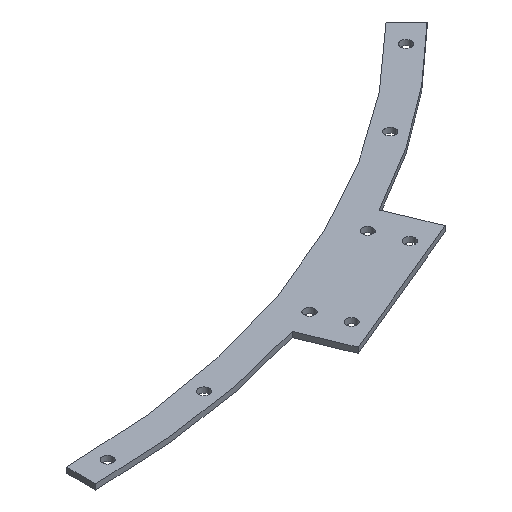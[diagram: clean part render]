
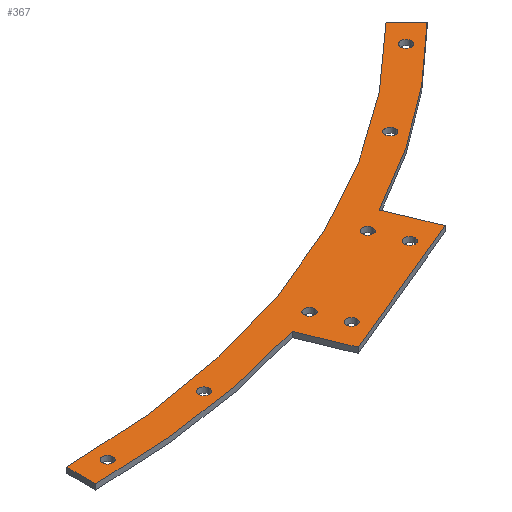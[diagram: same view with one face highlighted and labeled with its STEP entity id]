
A CAD part, isometric view. The second image highlights one B-rep face of the part: STEP entity #367.
In plain terms, the highlighted planar face has unit normal (0, 0, 1).
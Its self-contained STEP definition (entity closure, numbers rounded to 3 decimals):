
#15=FACE_BOUND('',#73,.T.);
#16=FACE_BOUND('',#74,.T.);
#17=FACE_BOUND('',#75,.T.);
#18=FACE_BOUND('',#76,.T.);
#19=FACE_BOUND('',#77,.T.);
#20=FACE_BOUND('',#78,.T.);
#21=FACE_BOUND('',#79,.T.);
#22=FACE_BOUND('',#80,.T.);
#36=PLANE('',#421);
#54=FACE_OUTER_BOUND('',#72,.T.);
#72=EDGE_LOOP('',(#308,#309,#310,#311,#312,#313,#314,#315));
#73=EDGE_LOOP('',(#316));
#74=EDGE_LOOP('',(#317));
#75=EDGE_LOOP('',(#318));
#76=EDGE_LOOP('',(#319));
#77=EDGE_LOOP('',(#320));
#78=EDGE_LOOP('',(#321));
#79=EDGE_LOOP('',(#322));
#80=EDGE_LOOP('',(#323));
#101=LINE('',#593,#127);
#105=LINE('',#605,#131);
#108=LINE('',#611,#134);
#111=LINE('',#617,#137);
#115=LINE('',#627,#141);
#127=VECTOR('',#492,10.);
#131=VECTOR('',#504,10.);
#134=VECTOR('',#509,10.);
#137=VECTOR('',#514,10.);
#141=VECTOR('',#526,10.);
#142=CIRCLE('',#384,2.);
#144=CIRCLE('',#387,2.);
#146=CIRCLE('',#390,2.);
#148=CIRCLE('',#393,2.);
#150=CIRCLE('',#396,2.);
#152=CIRCLE('',#399,2.);
#154=CIRCLE('',#402,2.);
#156=CIRCLE('',#405,2.);
#159=CIRCLE('',#409,286.894);
#161=CIRCLE('',#413,297.694);
#163=CIRCLE('',#419,297.694);
#164=VERTEX_POINT('',#533);
#166=VERTEX_POINT('',#539);
#168=VERTEX_POINT('',#545);
#170=VERTEX_POINT('',#551);
#172=VERTEX_POINT('',#557);
#174=VERTEX_POINT('',#563);
#176=VERTEX_POINT('',#569);
#178=VERTEX_POINT('',#575);
#182=VERTEX_POINT('',#584);
#183=VERTEX_POINT('',#586);
#185=VERTEX_POINT('',#592);
#187=VERTEX_POINT('',#598);
#189=VERTEX_POINT('',#604);
#191=VERTEX_POINT('',#610);
#193=VERTEX_POINT('',#616);
#195=VERTEX_POINT('',#622);
#196=EDGE_CURVE('',#164,#164,#142,.T.);
#199=EDGE_CURVE('',#166,#166,#144,.T.);
#202=EDGE_CURVE('',#168,#168,#146,.T.);
#205=EDGE_CURVE('',#170,#170,#148,.T.);
#208=EDGE_CURVE('',#172,#172,#150,.T.);
#211=EDGE_CURVE('',#174,#174,#152,.T.);
#214=EDGE_CURVE('',#176,#176,#154,.T.);
#217=EDGE_CURVE('',#178,#178,#156,.T.);
#222=EDGE_CURVE('',#183,#182,#159,.T.);
#225=EDGE_CURVE('',#185,#183,#101,.T.);
#228=EDGE_CURVE('',#187,#185,#161,.T.);
#231=EDGE_CURVE('',#189,#187,#105,.T.);
#234=EDGE_CURVE('',#191,#189,#108,.T.);
#237=EDGE_CURVE('',#193,#191,#111,.T.);
#240=EDGE_CURVE('',#195,#193,#163,.T.);
#243=EDGE_CURVE('',#182,#195,#115,.T.);
#308=ORIENTED_EDGE('',*,*,#243,.T.);
#309=ORIENTED_EDGE('',*,*,#240,.T.);
#310=ORIENTED_EDGE('',*,*,#237,.T.);
#311=ORIENTED_EDGE('',*,*,#234,.T.);
#312=ORIENTED_EDGE('',*,*,#231,.T.);
#313=ORIENTED_EDGE('',*,*,#228,.T.);
#314=ORIENTED_EDGE('',*,*,#225,.T.);
#315=ORIENTED_EDGE('',*,*,#222,.T.);
#316=ORIENTED_EDGE('',*,*,#217,.T.);
#317=ORIENTED_EDGE('',*,*,#214,.T.);
#318=ORIENTED_EDGE('',*,*,#211,.T.);
#319=ORIENTED_EDGE('',*,*,#208,.T.);
#320=ORIENTED_EDGE('',*,*,#205,.T.);
#321=ORIENTED_EDGE('',*,*,#202,.T.);
#322=ORIENTED_EDGE('',*,*,#199,.T.);
#323=ORIENTED_EDGE('',*,*,#196,.T.);
#367=ADVANCED_FACE('',(#54,#15,#16,#17,#18,#19,#20,#21,#22),#36,.T.);
#384=AXIS2_PLACEMENT_3D('',#534,#427,#428);
#387=AXIS2_PLACEMENT_3D('',#540,#434,#435);
#390=AXIS2_PLACEMENT_3D('',#546,#441,#442);
#393=AXIS2_PLACEMENT_3D('',#552,#448,#449);
#396=AXIS2_PLACEMENT_3D('',#558,#455,#456);
#399=AXIS2_PLACEMENT_3D('',#564,#462,#463);
#402=AXIS2_PLACEMENT_3D('',#570,#469,#470);
#405=AXIS2_PLACEMENT_3D('',#576,#476,#477);
#409=AXIS2_PLACEMENT_3D('',#587,#486,#487);
#413=AXIS2_PLACEMENT_3D('',#599,#498,#499);
#419=AXIS2_PLACEMENT_3D('',#623,#520,#521);
#421=AXIS2_PLACEMENT_3D('',#628,#527,#528);
#427=DIRECTION('center_axis',(0.,0.,-1.));
#428=DIRECTION('ref_axis',(1.,0.,0.));
#434=DIRECTION('center_axis',(0.,0.,-1.));
#435=DIRECTION('ref_axis',(1.,0.,0.));
#441=DIRECTION('center_axis',(0.,0.,-1.));
#442=DIRECTION('ref_axis',(1.,0.,0.));
#448=DIRECTION('center_axis',(0.,0.,-1.));
#449=DIRECTION('ref_axis',(1.,0.,0.));
#455=DIRECTION('center_axis',(0.,0.,-1.));
#456=DIRECTION('ref_axis',(1.,0.,0.));
#462=DIRECTION('center_axis',(0.,0.,-1.));
#463=DIRECTION('ref_axis',(1.,0.,0.));
#469=DIRECTION('center_axis',(0.,0.,-1.));
#470=DIRECTION('ref_axis',(1.,0.,0.));
#476=DIRECTION('center_axis',(0.,0.,-1.));
#477=DIRECTION('ref_axis',(1.,0.,0.));
#486=DIRECTION('center_axis',(0.,0.,-1.));
#487=DIRECTION('ref_axis',(0.,-1.,0.));
#492=DIRECTION('',(-0.707,0.707,0.));
#498=DIRECTION('center_axis',(0.,0.,1.));
#499=DIRECTION('ref_axis',(0.474,-0.881,0.));
#504=DIRECTION('',(-0.383,0.924,0.));
#509=DIRECTION('',(0.924,0.383,0.));
#514=DIRECTION('',(0.383,-0.924,0.));
#520=DIRECTION('center_axis',(0.,0.,1.));
#521=DIRECTION('ref_axis',(0.,-1.,0.));
#526=DIRECTION('',(0.,-1.,0.));
#527=DIRECTION('center_axis',(0.,0.,1.));
#528=DIRECTION('ref_axis',(1.,0.,0.));
#533=CARTESIAN_POINT('',(134.723,-277.817,2.));
#534=CARTESIAN_POINT('Origin',(136.723,-277.817,2.));
#539=CARTESIAN_POINT('',(97.768,-293.124,2.));
#540=CARTESIAN_POINT('Origin',(99.768,-293.124,2.));
#545=CARTESIAN_POINT('',(130.131,-266.73,2.));
#546=CARTESIAN_POINT('Origin',(132.131,-266.73,2.));
#551=CARTESIAN_POINT('',(93.176,-282.038,2.));
#552=CARTESIAN_POINT('Origin',(95.176,-282.038,2.));
#557=CARTESIAN_POINT('',(197.571,-213.558,2.));
#558=CARTESIAN_POINT('Origin',(199.571,-213.558,2.));
#563=CARTESIAN_POINT('',(166.372,-238.928,2.));
#564=CARTESIAN_POINT('Origin',(168.372,-238.928,2.));
#569=CARTESIAN_POINT('',(7.89,-292.126,2.));
#570=CARTESIAN_POINT('Origin',(9.89,-292.126,2.));
#575=CARTESIAN_POINT('',(47.89,-288.005,2.));
#576=CARTESIAN_POINT('Origin',(49.89,-288.005,2.));
#584=CARTESIAN_POINT('',(-0.11,-286.894,2.));
#586=CARTESIAN_POINT('',(202.942,-202.787,2.));
#587=CARTESIAN_POINT('Origin',(0.,0.,2.));
#592=CARTESIAN_POINT('',(210.579,-210.424,2.));
#593=CARTESIAN_POINT('',(202.942,-202.787,2.));
#598=CARTESIAN_POINT('',(141.059,-262.153,2.));
#599=CARTESIAN_POINT('Origin',(0.,0.,2.));
#604=CARTESIAN_POINT('',(148.258,-279.533,2.));
#605=CARTESIAN_POINT('',(148.258,-279.533,2.));
#610=CARTESIAN_POINT('',(92.826,-302.494,2.));
#611=CARTESIAN_POINT('',(92.826,-302.494,2.));
#616=CARTESIAN_POINT('',(85.626,-285.114,2.));
#617=CARTESIAN_POINT('',(85.626,-285.114,2.));
#622=CARTESIAN_POINT('',(-0.11,-297.694,2.));
#623=CARTESIAN_POINT('Origin',(0.,0.,2.));
#627=CARTESIAN_POINT('',(-0.11,-286.894,2.));
#628=CARTESIAN_POINT('Origin',(105.235,-252.641,2.));
